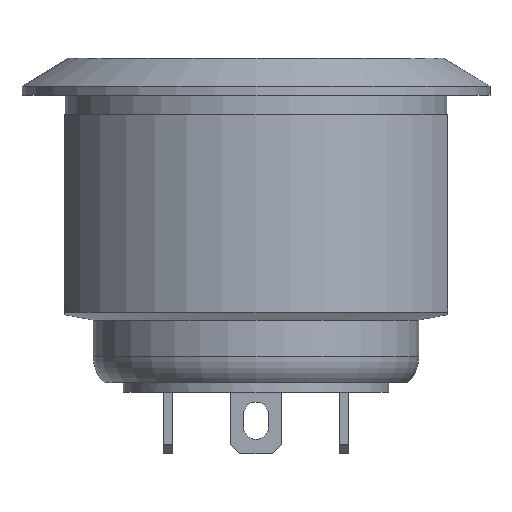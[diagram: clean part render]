
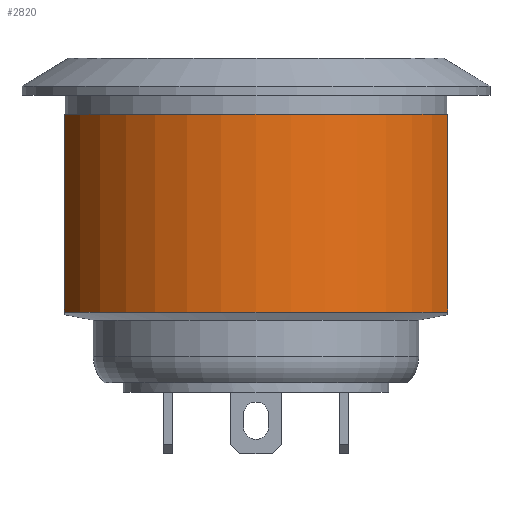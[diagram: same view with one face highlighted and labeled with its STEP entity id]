
A CAD part, front view. The second image highlights one B-rep face of the part: STEP entity #2820.
In plain terms, the highlighted cylindrical face has radius 11 mm (diameter 22 mm), a partial arc.
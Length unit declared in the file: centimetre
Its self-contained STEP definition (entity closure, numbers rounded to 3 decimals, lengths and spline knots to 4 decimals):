
#37=CYLINDRICAL_SURFACE('',#3078,1.1);
#154=CIRCLE('',#3075,1.1);
#157=CIRCLE('',#3079,1.1);
#307=FACE_OUTER_BOUND('',#475,.T.);
#475=EDGE_LOOP('',(#2508,#2509,#2510,#2511));
#774=LINE('',#4679,#1069);
#779=LINE('',#4693,#1074);
#1069=VECTOR('',#3842,1.);
#1074=VECTOR('',#3849,1.);
#1330=VERTEX_POINT('',#4673);
#1332=VERTEX_POINT('',#4678);
#1335=VERTEX_POINT('',#4685);
#1337=VERTEX_POINT('',#4691);
#1724=EDGE_CURVE('',#1332,#1330,#774,.T.);
#1730=EDGE_CURVE('',#1335,#1337,#779,.T.);
#1731=EDGE_CURVE('',#1332,#1337,#154,.T.);
#1734=EDGE_CURVE('',#1330,#1335,#157,.T.);
#2508=ORIENTED_EDGE('',*,*,#1724,.T.);
#2509=ORIENTED_EDGE('',*,*,#1734,.T.);
#2510=ORIENTED_EDGE('',*,*,#1730,.T.);
#2511=ORIENTED_EDGE('',*,*,#1731,.F.);
#2820=ADVANCED_FACE('',(#307),#37,.T.);
#3075=AXIS2_PLACEMENT_3D('',#4695,#3852,#3853);
#3078=AXIS2_PLACEMENT_3D('',#4699,#3858,#3859);
#3079=AXIS2_PLACEMENT_3D('',#4700,#3860,#3861);
#3842=DIRECTION('',(0.,0.,-1.));
#3849=DIRECTION('',(0.,0.,1.));
#3852=DIRECTION('center_axis',(0.,0.,1.));
#3853=DIRECTION('ref_axis',(0.,-1.,0.));
#3858=DIRECTION('center_axis',(0.,0.,1.));
#3859=DIRECTION('ref_axis',(0.,-1.,0.));
#3860=DIRECTION('center_axis',(0.,0.,1.));
#3861=DIRECTION('ref_axis',(0.,-1.,0.));
#4673=CARTESIAN_POINT('',(-1.025,-0.3992,-1.1567));
#4678=CARTESIAN_POINT('',(-1.025,-0.3992,-0.1));
#4679=CARTESIAN_POINT('',(-1.025,-0.3992,-0.6283));
#4685=CARTESIAN_POINT('',(1.025,-0.3992,-1.1567));
#4691=CARTESIAN_POINT('',(1.025,-0.3992,-0.1));
#4693=CARTESIAN_POINT('',(1.025,-0.3992,-0.6283));
#4695=CARTESIAN_POINT('Origin',(0.,0.,-0.1));
#4699=CARTESIAN_POINT('Origin',(0.,0.,-0.6283));
#4700=CARTESIAN_POINT('Origin',(0.,0.,-1.1567));
